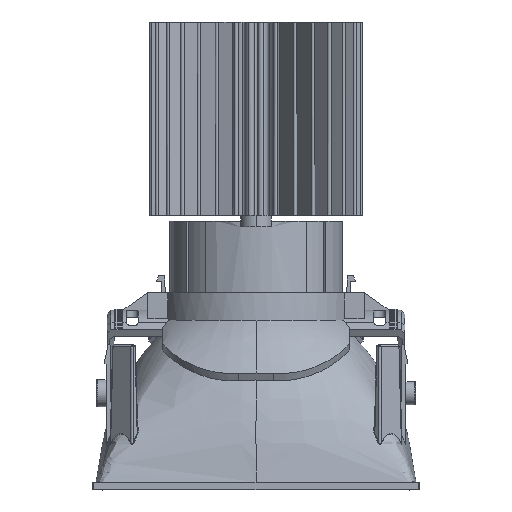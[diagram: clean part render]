
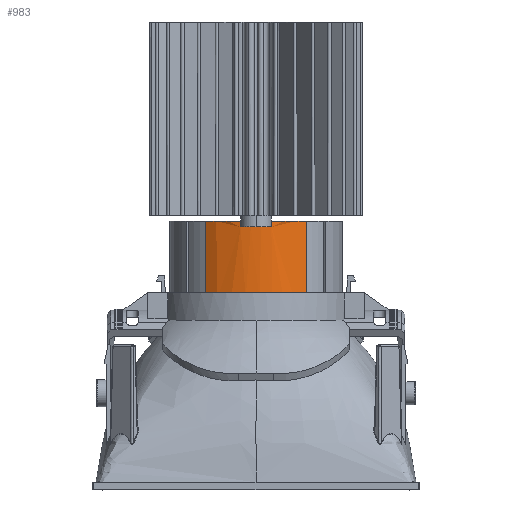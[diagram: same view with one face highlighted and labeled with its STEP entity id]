
A CAD part, left-side view. The second image highlights one B-rep face of the part: STEP entity #983.
In plain terms, the highlighted free-form (B-spline) face has degree [2, 1] with [9, 2] control points.
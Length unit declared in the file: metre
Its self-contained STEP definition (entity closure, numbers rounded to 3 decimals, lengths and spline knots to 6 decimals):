
#983=ADVANCED_FACE('',(#1895),#15081,.T.);
#1895=FACE_OUTER_BOUND('',#2868,.T.);
#2868=EDGE_LOOP('',(#7582,#7583,#7584,#7585,#7586,#7587,#7588,#7589));
#7582=ORIENTED_EDGE('',*,*,#10098,.T.);
#7583=ORIENTED_EDGE('',*,*,#10099,.T.);
#7584=ORIENTED_EDGE('',*,*,#10100,.F.);
#7585=ORIENTED_EDGE('',*,*,#10101,.T.);
#7586=ORIENTED_EDGE('',*,*,#10102,.T.);
#7587=ORIENTED_EDGE('',*,*,#10103,.T.);
#7588=ORIENTED_EDGE('',*,*,#10104,.F.);
#7589=ORIENTED_EDGE('',*,*,#10105,.T.);
#10098=EDGE_CURVE('',#14158,#14159,#10969,.T.);
#10099=EDGE_CURVE('',#14159,#14142,#12578,.T.);
#10100=EDGE_CURVE('',#14141,#14142,#10970,.T.);
#10101=EDGE_CURVE('',#14141,#14160,#12579,.T.);
#10102=EDGE_CURVE('',#14160,#14161,#10971,.T.);
#10103=EDGE_CURVE('',#14161,#14146,#12580,.T.);
#10104=EDGE_CURVE('',#14145,#14146,#10972,.T.);
#10105=EDGE_CURVE('',#14145,#14158,#12581,.T.);
#10969=(
BOUNDED_CURVE()
B_SPLINE_CURVE(2,(#85593,#85594,#85595),.UNSPECIFIED.,.F.,.F.)
B_SPLINE_CURVE_WITH_KNOTS((3,3),(-0.008043,0.),.UNSPECIFIED.)
CURVE()
GEOMETRIC_REPRESENTATION_ITEM()
RATIONAL_B_SPLINE_CURVE((1.,0.984,1.))
REPRESENTATION_ITEM('')
);
#10970=(
BOUNDED_CURVE()
B_SPLINE_CURVE(2,(#85598,#85599,#85600),.UNSPECIFIED.,.F.,.F.)
B_SPLINE_CURVE_WITH_KNOTS((3,3),(0.,0.009998),.UNSPECIFIED.)
CURVE()
GEOMETRIC_REPRESENTATION_ITEM()
RATIONAL_B_SPLINE_CURVE((1.,0.975,1.))
REPRESENTATION_ITEM('')
);
#10971=(
BOUNDED_CURVE()
B_SPLINE_CURVE(2,(#85603,#85604,#85605),.UNSPECIFIED.,.F.,.F.)
B_SPLINE_CURVE_WITH_KNOTS((3,3),(0.,0.028039),.UNSPECIFIED.)
CURVE()
GEOMETRIC_REPRESENTATION_ITEM()
RATIONAL_B_SPLINE_CURVE((1.,0.809,1.))
REPRESENTATION_ITEM('')
);
#10972=(
BOUNDED_CURVE()
B_SPLINE_CURVE(2,(#85608,#85609,#85610),.UNSPECIFIED.,.F.,.F.)
B_SPLINE_CURVE_WITH_KNOTS((3,3),(0.,0.009998),.UNSPECIFIED.)
CURVE()
GEOMETRIC_REPRESENTATION_ITEM()
RATIONAL_B_SPLINE_CURVE((1.,0.975,1.))
REPRESENTATION_ITEM('')
);
#12578=B_SPLINE_CURVE_WITH_KNOTS('',1,(#85596,#85597),.UNSPECIFIED.,.F.,
 .F.,(2,2),(0.,0.0015),.UNSPECIFIED.);
#12579=B_SPLINE_CURVE_WITH_KNOTS('',1,(#85601,#85602),.UNSPECIFIED.,.F.,
 .F.,(2,2),(-0.0201,0.),.UNSPECIFIED.);
#12580=B_SPLINE_CURVE_WITH_KNOTS('',1,(#85606,#85607),.UNSPECIFIED.,.F.,
 .F.,(2,2),(0.,0.0201),.UNSPECIFIED.);
#12581=B_SPLINE_CURVE_WITH_KNOTS('',1,(#85611,#85612),.UNSPECIFIED.,.F.,
 .F.,(2,2),(-0.0015,0.),.UNSPECIFIED.);
#14141=VERTEX_POINT('',#85504);
#14142=VERTEX_POINT('',#85505);
#14145=VERTEX_POINT('',#85508);
#14146=VERTEX_POINT('',#85509);
#14158=VERTEX_POINT('',#85521);
#14159=VERTEX_POINT('',#85522);
#14160=VERTEX_POINT('',#85523);
#14161=VERTEX_POINT('',#85524);
#15081=(
BOUNDED_SURFACE()
B_SPLINE_SURFACE(2,1,((#85238,#85239),(#85240,#85241),(#85242,#85243),(#85244,
#85245),(#85246,#85247),(#85248,#85249),(#85250,#85251),(#85252,#85253),
(#85254,#85255)),.UNSPECIFIED.,.T.,.F.,.F.)
B_SPLINE_SURFACE_WITH_KNOTS((3,2,2,2,3),(2,2),(0.,0.035068,0.070136,
0.105204,0.140272),(0.,0.02652),.UNSPECIFIED.)
GEOMETRIC_REPRESENTATION_ITEM()
RATIONAL_B_SPLINE_SURFACE(((1.,1.),(0.707,0.707),
(1.,1.),(0.707,0.707),(1.,1.),(0.707,
0.707),(1.,1.),(0.707,0.707),(1.,1.)))
REPRESENTATION_ITEM('')
SURFACE()
);
#85238=CARTESIAN_POINT('',(0.022325,0.,0.04619));
#85239=CARTESIAN_POINT('',(0.022325,0.,0.07271));
#85240=CARTESIAN_POINT('',(0.022325,0.022325,0.04619));
#85241=CARTESIAN_POINT('',(0.022325,0.022325,0.07271));
#85242=CARTESIAN_POINT('',(0.,0.022325,0.04619));
#85243=CARTESIAN_POINT('',(0.,0.022325,0.07271));
#85244=CARTESIAN_POINT('',(-0.022325,0.022325,0.04619));
#85245=CARTESIAN_POINT('',(-0.022325,0.022325,0.07271));
#85246=CARTESIAN_POINT('',(-0.022325,0.,0.04619));
#85247=CARTESIAN_POINT('',(-0.022325,0.,0.07271));
#85248=CARTESIAN_POINT('',(-0.022325,-0.022325,0.04619));
#85249=CARTESIAN_POINT('',(-0.022325,-0.022325,0.07271));
#85250=CARTESIAN_POINT('',(0.,-0.022325,0.04619));
#85251=CARTESIAN_POINT('',(0.,-0.022325,0.07271));
#85252=CARTESIAN_POINT('',(0.022325,-0.022325,0.04619));
#85253=CARTESIAN_POINT('',(0.022325,-0.022325,0.07271));
#85254=CARTESIAN_POINT('',(0.022325,0.,0.04619));
#85255=CARTESIAN_POINT('',(0.022325,0.,0.07271));
#85504=CARTESIAN_POINT('',(-0.018066,0.013116,0.0695));
#85505=CARTESIAN_POINT('',(-0.021964,0.004,0.0695));
#85508=CARTESIAN_POINT('',(-0.021964,-0.004,0.0695));
#85509=CARTESIAN_POINT('',(-0.018066,-0.013116,0.0695));
#85521=CARTESIAN_POINT('',(-0.021964,-0.004,0.068));
#85522=CARTESIAN_POINT('',(-0.021964,0.004,0.068));
#85523=CARTESIAN_POINT('',(-0.018066,0.013116,0.0494));
#85524=CARTESIAN_POINT('',(-0.018066,-0.013116,0.0494));
#85593=CARTESIAN_POINT('',(-0.021964,-0.004,0.068));
#85594=CARTESIAN_POINT('',(-0.022692,0.,0.068));
#85595=CARTESIAN_POINT('',(-0.021964,0.004,0.068));
#85596=CARTESIAN_POINT('',(-0.021964,0.004,0.068));
#85597=CARTESIAN_POINT('',(-0.021964,0.004,0.0695));
#85598=CARTESIAN_POINT('',(-0.018066,0.013116,0.0695));
#85599=CARTESIAN_POINT('',(-0.021053,0.009002,0.0695));
#85600=CARTESIAN_POINT('',(-0.021964,0.004,0.0695));
#85601=CARTESIAN_POINT('',(-0.018066,0.013116,0.0695));
#85602=CARTESIAN_POINT('',(-0.018066,0.013116,0.0494));
#85603=CARTESIAN_POINT('',(-0.018066,0.013116,0.0494));
#85604=CARTESIAN_POINT('',(-0.027588,0.,0.0494));
#85605=CARTESIAN_POINT('',(-0.018066,-0.013116,0.0494));
#85606=CARTESIAN_POINT('',(-0.018066,-0.013116,0.0494));
#85607=CARTESIAN_POINT('',(-0.018066,-0.013116,0.0695));
#85608=CARTESIAN_POINT('',(-0.021964,-0.004,0.0695));
#85609=CARTESIAN_POINT('',(-0.021053,-0.009002,0.0695));
#85610=CARTESIAN_POINT('',(-0.018066,-0.013116,0.0695));
#85611=CARTESIAN_POINT('',(-0.021964,-0.004,0.0695));
#85612=CARTESIAN_POINT('',(-0.021964,-0.004,0.068));
